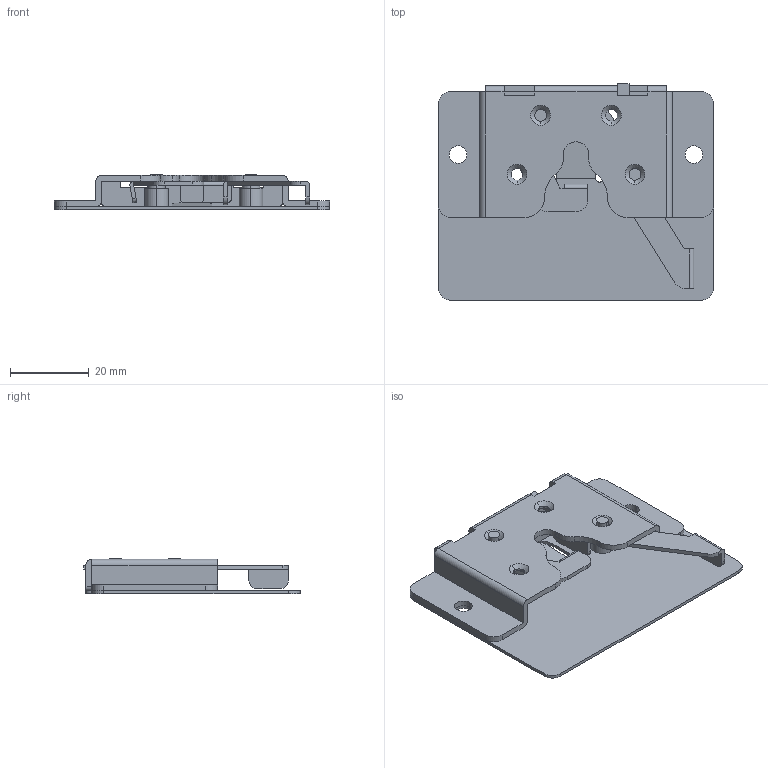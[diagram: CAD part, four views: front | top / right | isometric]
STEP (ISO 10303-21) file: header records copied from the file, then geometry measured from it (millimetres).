
FILE_DESCRIPTION (( 'STEP AP203' ), '1' );
FILE_NAME ('sone3D.STEP', '2014-08-20T09:26:37', ( '' ), ( '' ), 'SwSTEP 2.0', 'SolidWorks 2012', '' );
FILE_SCHEMA (( 'CONFIG_CONTROL_DESIGN' ));
Length unit declared in the file: millimetre
Products named in the file (6): C-1544-1-R右用ロックカム_; C-1544-1-R右用解除レバー_; sone3D; C-1544-1左右共通回転支軸_; C-1544-1本体ケース_; C-1544-1儘僢僋晅愱梡巭斅_
Assembly tree (6 placements, depth 2):
  sone3D
    C-1544-1本体ケース_
    C-1544-1儘僢僋晅愱梡巭斅_
    C-1544-1左右共通回転支軸_  x2
    C-1544-1-R右用ロックカム_
    C-1544-1-R右用解除レバー_
Bounding box: 70 x 55 x 9.1 mm (x, y, z)
Volume: 8168.9 mm3; surface area: 16204.2 mm2
Topology: 8 solids, 8 shells, 238 faces, 629 edges, 417 vertices
Faces by surface type: cylinder 115, plane 115, cone 8
Entity records: 7849 total; most frequent: DIRECTION 1301, CARTESIAN_POINT 1246, ORIENTED_EDGE 1210, EDGE_CURVE 605, AXIS2_PLACEMENT_3D 464, VERTEX_POINT 401, VECTOR 373, LINE 373
